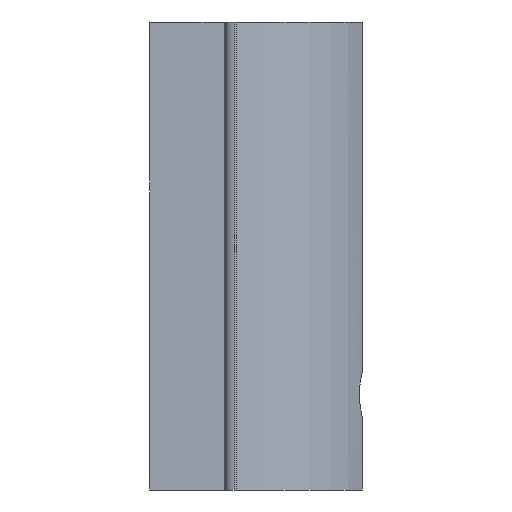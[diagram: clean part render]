
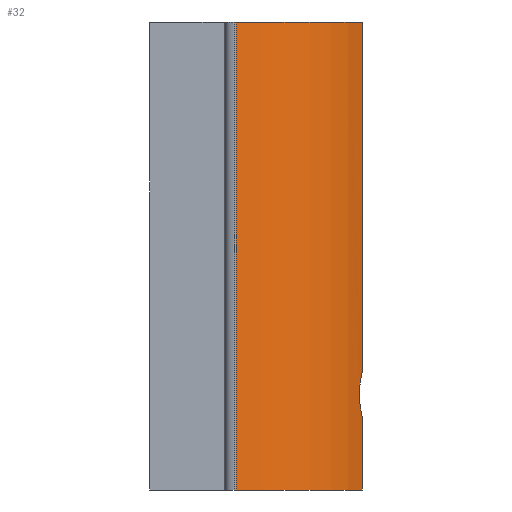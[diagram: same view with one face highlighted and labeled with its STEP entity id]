
A CAD part, left-side view. The second image highlights one B-rep face of the part: STEP entity #32.
In plain terms, the highlighted cylindrical face has radius 8 mm (diameter 16 mm), a partial arc.
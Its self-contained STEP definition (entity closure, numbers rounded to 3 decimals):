
#32 = ADVANCED_FACE ( 'NONE', ( #295 ), #958, .T. ) ;
#36 = ORIENTED_EDGE ( 'NONE', *, *, #1082, .T. ) ;
#61 = DIRECTION ( 'NONE',  ( 0., 0., -1. ) ) ;
#102 = CARTESIAN_POINT ( 'NONE',  ( 1.75, -10., 5.59 ) ) ;
#110 = CIRCLE ( 'NONE', #1365, 8. ) ;
#113 = ORIENTED_EDGE ( 'NONE', *, *, #1138, .T. ) ;
#131 = VERTEX_POINT ( 'NONE', #324 ) ;
#137 = DIRECTION ( 'NONE',  ( 0., 0., -1. ) ) ;
#157 = CARTESIAN_POINT ( 'NONE',  ( 1.75, -10., 22. ) ) ;
#212 = CARTESIAN_POINT ( 'NONE',  ( 1.669, -9.957, 3.578 ) ) ;
#243 = DIRECTION ( 'NONE',  ( 0., 0., 1. ) ) ;
#284 = VECTOR ( 'NONE', #61, 1000. ) ;
#295 = FACE_OUTER_BOUND ( 'NONE', #1374, .T. ) ;
#324 = CARTESIAN_POINT ( 'NONE',  ( 1.75, -10., 3.41 ) ) ;
#334 = VERTEX_POINT ( 'NONE', #1695 ) ;
#344 = CARTESIAN_POINT ( 'NONE',  ( 1.75, -10., 3.41 ) ) ;
#352 = EDGE_CURVE ( 'NONE', #131, #694, #822, .T. ) ;
#363 = CARTESIAN_POINT ( 'NONE',  ( 1.75, -10., 22. ) ) ;
#366 = VERTEX_POINT ( 'NONE', #477 ) ;
#440 = DIRECTION ( 'NONE',  ( -1., 0., 0. ) ) ;
#468 = VECTOR ( 'NONE', #137, 1000. ) ;
#470 = CARTESIAN_POINT ( 'NONE',  ( 5.472, -2.918, 22. ) ) ;
#474 = DIRECTION ( 'NONE',  ( 0., 0., -1. ) ) ;
#477 = CARTESIAN_POINT ( 'NONE',  ( -2.445, -4.072, 0. ) ) ;
#494 = CARTESIAN_POINT ( 'NONE',  ( 1.522, -9.876, 4.88 ) ) ;
#499 = DIRECTION ( 'NONE',  ( 0., 0., 1. ) ) ;
#534 = AXIS2_PLACEMENT_3D ( 'NONE', #470, #474, #440 ) ;
#572 = ORIENTED_EDGE ( 'NONE', *, *, #352, .F. ) ;
#576 = ORIENTED_EDGE ( 'NONE', *, *, #1172, .T. ) ;
#592 = CARTESIAN_POINT ( 'NONE',  ( -2.445, -4.072, 22. ) ) ;
#610 = CARTESIAN_POINT ( 'NONE',  ( 1.5, -9.863, 4.689 ) ) ;
#617 = CARTESIAN_POINT ( 'NONE',  ( 1.669, -9.957, 5.422 ) ) ;
#656 = CARTESIAN_POINT ( 'NONE',  ( 1.5, -9.863, 4.5 ) ) ;
#694 = VERTEX_POINT ( 'NONE', #1195 ) ;
#720 = ORIENTED_EDGE ( 'NONE', *, *, #1157, .F. ) ;
#738 = CARTESIAN_POINT ( 'NONE',  ( 1.522, -9.876, 4.12 ) ) ;
#745 = VERTEX_POINT ( 'NONE', #157 ) ;
#822 = LINE ( 'NONE', #1724, #468 ) ;
#869 = ORIENTED_EDGE ( 'NONE', *, *, #1105, .T. ) ;
#876 = CARTESIAN_POINT ( 'NONE',  ( 1.5, -9.863, 4.5 ) ) ;
#958 = CYLINDRICAL_SURFACE ( 'NONE', #534, 8. ) ;
#962 = ORIENTED_EDGE ( 'NONE', *, *, #1168, .F. ) ;
#1047 = CARTESIAN_POINT ( 'NONE',  ( 5.472, -2.918, 0. ) ) ;
#1082 = EDGE_CURVE ( 'NONE', #334, #366, #1740, .T. ) ;
#1105 = EDGE_CURVE ( 'NONE', #131, #1268, #1324, .T. ) ;
#1126 = B_SPLINE_CURVE_WITH_KNOTS ( 'NONE', 3,
 ( #1736, #610, #494, #1448, #617, #1596 ),
 .UNSPECIFIED., .F., .F.,
 ( 4, 2, 4 ),
 ( 0.001, 0.002, 0.002 ),
 .UNSPECIFIED. ) ;
#1138 = EDGE_CURVE ( 'NONE', #1268, #1755, #1126, .T. ) ;
#1139 = VECTOR ( 'NONE', #1603, 1000. ) ;
#1157 = EDGE_CURVE ( 'NONE', #334, #745, #1655, .T. ) ;
#1168 = EDGE_CURVE ( 'NONE', #745, #1755, #1513, .T. ) ;
#1172 = EDGE_CURVE ( 'NONE', #366, #694, #110, .T. ) ;
#1182 = DIRECTION ( 'NONE',  ( -1., 0., 0. ) ) ;
#1195 = CARTESIAN_POINT ( 'NONE',  ( 1.75, -10., 0. ) ) ;
#1268 = VERTEX_POINT ( 'NONE', #656 ) ;
#1313 = CARTESIAN_POINT ( 'NONE',  ( 5.472, -2.918, 22. ) ) ;
#1324 = B_SPLINE_CURVE_WITH_KNOTS ( 'NONE', 3,
 ( #344, #212, #1575, #738, #1722, #876 ),
 .UNSPECIFIED., .F., .F.,
 ( 4, 2, 4 ),
 ( 0., 0.001, 0.001 ),
 .UNSPECIFIED. ) ;
#1365 = AXIS2_PLACEMENT_3D ( 'NONE', #1047, #243, #1182 ) ;
#1374 = EDGE_LOOP ( 'NONE', ( #572, #869, #113, #962, #720, #36, #576 ) ) ;
#1387 = AXIS2_PLACEMENT_3D ( 'NONE', #1313, #499, #1456 ) ;
#1448 = CARTESIAN_POINT ( 'NONE',  ( 1.607, -9.923, 5.246 ) ) ;
#1456 = DIRECTION ( 'NONE',  ( -1., 0., 0. ) ) ;
#1513 = LINE ( 'NONE', #363, #1139 ) ;
#1575 = CARTESIAN_POINT ( 'NONE',  ( 1.607, -9.923, 3.753 ) ) ;
#1596 = CARTESIAN_POINT ( 'NONE',  ( 1.75, -10., 5.59 ) ) ;
#1603 = DIRECTION ( 'NONE',  ( 0., 0., -1. ) ) ;
#1655 = CIRCLE ( 'NONE', #1387, 8. ) ;
#1695 = CARTESIAN_POINT ( 'NONE',  ( -2.445, -4.072, 22. ) ) ;
#1722 = CARTESIAN_POINT ( 'NONE',  ( 1.5, -9.863, 4.311 ) ) ;
#1724 = CARTESIAN_POINT ( 'NONE',  ( 1.75, -10., 22. ) ) ;
#1736 = CARTESIAN_POINT ( 'NONE',  ( 1.5, -9.863, 4.5 ) ) ;
#1740 = LINE ( 'NONE', #592, #284 ) ;
#1755 = VERTEX_POINT ( 'NONE', #102 ) ;
